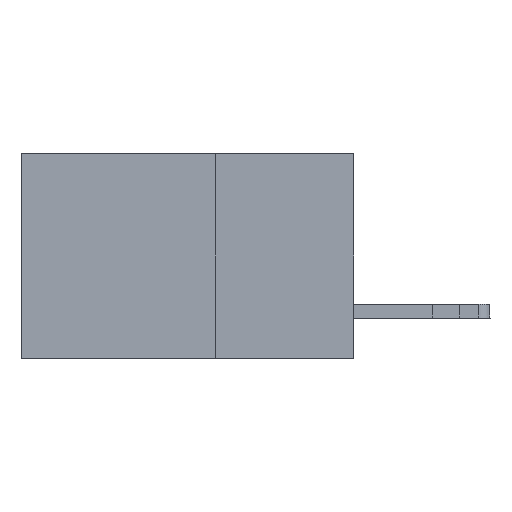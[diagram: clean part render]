
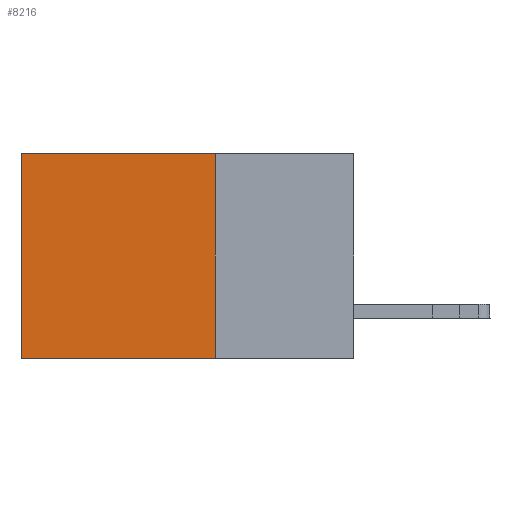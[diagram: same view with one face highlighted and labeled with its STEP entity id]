
A CAD part, left-side view. The second image highlights one B-rep face of the part: STEP entity #8216.
In plain terms, the highlighted planar face has unit normal (-1, 0, 0).
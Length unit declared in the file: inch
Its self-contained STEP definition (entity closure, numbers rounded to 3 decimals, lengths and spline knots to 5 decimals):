
#1450 = ORIENTED_EDGE ( 'NONE', *, *, #14205, .F. ) ;
#1487 = VECTOR ( 'NONE', #17521, 39.37008 ) ;
#1894 = DIRECTION ( 'NONE',  ( 0., 0., -1. ) ) ;
#2602 = LINE ( 'NONE', #18601, #14860 ) ;
#3240 = DIRECTION ( 'NONE',  ( 0., 0., -1. ) ) ;
#4185 = LINE ( 'NONE', #15322, #26131 ) ;
#5041 = DIRECTION ( 'NONE',  ( 0., 1., 0. ) ) ;
#7164 = DIRECTION ( 'NONE',  ( 0., 1., 0. ) ) ;
#7224 = CARTESIAN_POINT ( 'NONE',  ( 0.2875, 0.25, -0.37 ) ) ;
#7727 = ORIENTED_EDGE ( 'NONE', *, *, #25272, .T. ) ;
#8209 = CARTESIAN_POINT ( 'NONE',  ( 0.2875, 0.25, 0. ) ) ;
#8216 = ADVANCED_FACE ( 'NONE', ( #26088 ), #14373, .F. ) ;
#8234 = LINE ( 'NONE', #29550, #1487 ) ;
#10106 = EDGE_CURVE ( 'NONE', #14358, #27540, #2602, .T. ) ;
#11840 = AXIS2_PLACEMENT_3D ( 'NONE', #21211, #28523, #3240 ) ;
#14205 = EDGE_CURVE ( 'NONE', #16683, #14358, #4185, .T. ) ;
#14358 = VERTEX_POINT ( 'NONE', #7224 ) ;
#14373 = PLANE ( 'NONE',  #11840 ) ;
#14860 = VECTOR ( 'NONE', #5041, 39.37008 ) ;
#15322 = CARTESIAN_POINT ( 'NONE',  ( 0.2875, 0.25, 0. ) ) ;
#16491 = EDGE_CURVE ( 'NONE', #16683, #19142, #18730, .T. ) ;
#16683 = VERTEX_POINT ( 'NONE', #8209 ) ;
#17521 = DIRECTION ( 'NONE',  ( 0., 0., -1. ) ) ;
#18601 = CARTESIAN_POINT ( 'NONE',  ( 0.2875, 0.25, -0.37 ) ) ;
#18730 = LINE ( 'NONE', #28017, #25261 ) ;
#19142 = VERTEX_POINT ( 'NONE', #20268 ) ;
#19670 = CARTESIAN_POINT ( 'NONE',  ( 0.2875, 0.6, -0.37 ) ) ;
#19694 = ORIENTED_EDGE ( 'NONE', *, *, #10106, .F. ) ;
#20268 = CARTESIAN_POINT ( 'NONE',  ( 0.2875, 0.6, 0. ) ) ;
#21211 = CARTESIAN_POINT ( 'NONE',  ( 0.2875, 0.25, 0. ) ) ;
#24226 = EDGE_LOOP ( 'NONE', ( #7727, #19694, #1450, #24785 ) ) ;
#24785 = ORIENTED_EDGE ( 'NONE', *, *, #16491, .T. ) ;
#25261 = VECTOR ( 'NONE', #7164, 39.37008 ) ;
#25272 = EDGE_CURVE ( 'NONE', #19142, #27540, #8234, .T. ) ;
#26088 = FACE_OUTER_BOUND ( 'NONE', #24226, .T. ) ;
#26131 = VECTOR ( 'NONE', #1894, 39.37008 ) ;
#27540 = VERTEX_POINT ( 'NONE', #19670 ) ;
#28017 = CARTESIAN_POINT ( 'NONE',  ( 0.2875, 0.25, 0. ) ) ;
#28523 = DIRECTION ( 'NONE',  ( 1., 0., 0. ) ) ;
#29550 = CARTESIAN_POINT ( 'NONE',  ( 0.2875, 0.6, 0. ) ) ;
